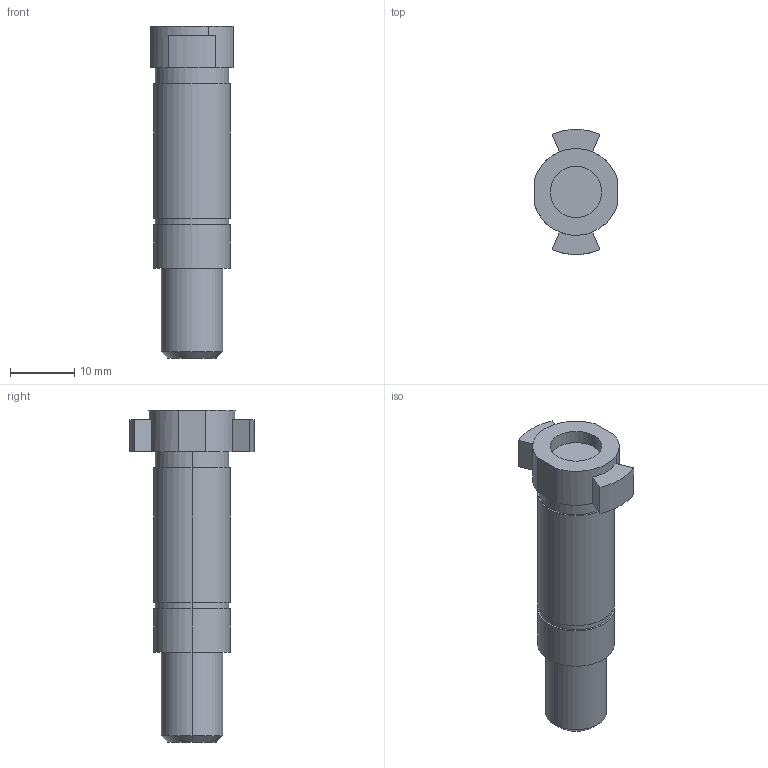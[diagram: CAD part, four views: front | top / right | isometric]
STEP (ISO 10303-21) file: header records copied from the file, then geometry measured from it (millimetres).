
FILE_DESCRIPTION((''),'2;1');
FILE_NAME('transmissionshaft.stp','2001-12-09T13:08:58',('Administrator'),(''),'Autodesk Inventor (tm) 3.0','Autodesk Inventor (tm) 3.0','');
FILE_SCHEMA(('CONFIG_CONTROL_DESIGN'));
Length unit declared in the file: millimetre
Products named in the file (1): transmissionshaft
Bounding box: 12.8 x 19.44 x 51.75 mm (x, y, z)
Volume: 5203.4 mm3; surface area: 2607.4 mm2
Topology: 1 solids, 1 shells, 39 faces, 88 edges, 56 vertices
Faces by surface type: cylinder 15, plane 15, bspline 7, cone 2
Entity records: 1264 total; most frequent: CARTESIAN_POINT 287, DIRECTION 195, ORIENTED_EDGE 172, EDGE_CURVE 86, AXIS2_PLACEMENT_3D 76, VERTEX_POINT 56, EDGE_LOOP 46, VECTOR 43
